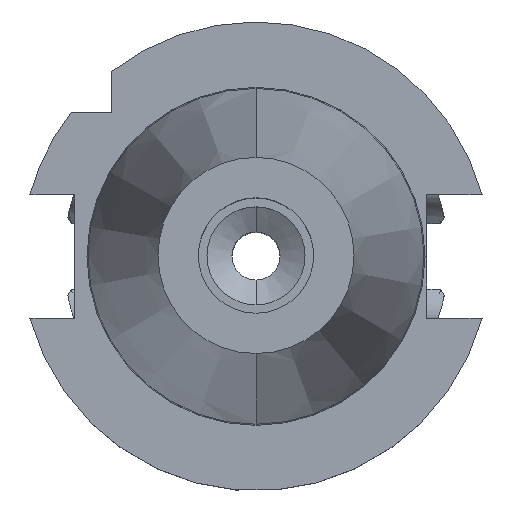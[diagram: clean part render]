
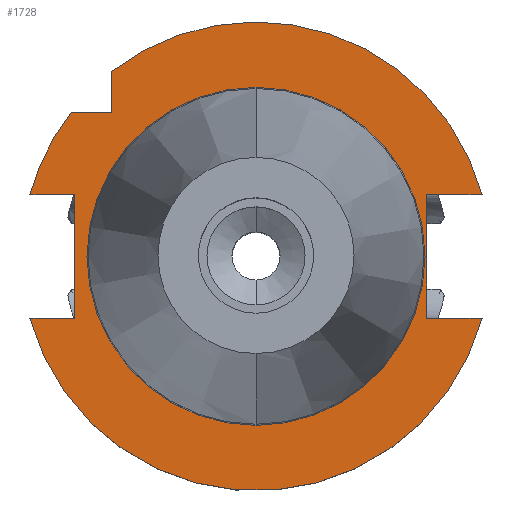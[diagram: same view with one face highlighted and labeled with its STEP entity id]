
A CAD part, top view. The second image highlights one B-rep face of the part: STEP entity #1728.
In plain terms, the highlighted planar face has unit normal (0, 0, 1).
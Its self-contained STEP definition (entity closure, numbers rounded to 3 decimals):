
#86=DIRECTION('',(0.,-1.,0.));
#87=VECTOR('',#86,8.426);
#88=CARTESIAN_POINT('',(-30.,38.426,-3.2));
#89=LINE('',#88,#87);
#93=DIRECTION('',(-1.,0.,0.));
#94=VECTOR('',#93,11.526);
#95=CARTESIAN_POINT('',(47.026,12.85,-3.2));
#96=LINE('',#95,#94);
#100=DIRECTION('',(0.,1.,0.));
#101=VECTOR('',#100,25.7);
#102=CARTESIAN_POINT('',(35.5,-12.85,-3.2));
#103=LINE('',#102,#101);
#107=DIRECTION('',(-1.,0.,0.));
#108=VECTOR('',#107,11.526);
#109=CARTESIAN_POINT('',(47.026,-12.85,-3.2));
#110=LINE('',#109,#108);
#114=DIRECTION('',(1.,0.,0.));
#115=VECTOR('',#114,9.326);
#116=CARTESIAN_POINT('',(-47.026,-12.85,-3.2));
#117=LINE('',#116,#115);
#121=DIRECTION('',(0.,1.,0.));
#122=VECTOR('',#121,25.7);
#123=CARTESIAN_POINT('',(-37.7,-12.85,-3.2));
#124=LINE('',#123,#122);
#128=DIRECTION('',(1.,0.,0.));
#129=VECTOR('',#128,9.326);
#130=CARTESIAN_POINT('',(-47.026,12.85,-3.2));
#131=LINE('',#130,#129);
#135=DIRECTION('',(1.,0.,0.));
#136=VECTOR('',#135,8.426);
#137=CARTESIAN_POINT('',(-38.426,30.,-3.2));
#138=LINE('',#137,#136);
#156=CARTESIAN_POINT('',(0.,0.,-3.2));
#157=DIRECTION('',(0.,0.,1.));
#158=DIRECTION('',(0.,1.,0.));
#159=AXIS2_PLACEMENT_3D('',#156,#157,#158);
#164=CARTESIAN_POINT('',(0.,0.,-3.2));
#165=DIRECTION('',(0.,0.,-1.));
#166=DIRECTION('',(0.,1.,0.));
#167=AXIS2_PLACEMENT_3D('',#164,#165,#166);
#773=CARTESIAN_POINT('',(0.,0.,-3.2));
#774=DIRECTION('',(0.,0.,1.));
#775=DIRECTION('',(-0.965,-0.264,0.));
#776=AXIS2_PLACEMENT_3D('',#773,#774,#775);
#818=CARTESIAN_POINT('',(0.,0.,-3.2));
#819=DIRECTION('',(0.,0.,1.));
#820=DIRECTION('',(0.965,0.264,0.));
#821=AXIS2_PLACEMENT_3D('',#818,#819,#820);
#833=CARTESIAN_POINT('',(0.,0.,-3.2));
#834=DIRECTION('',(0.,0.,1.));
#835=DIRECTION('',(-0.788,0.615,0.));
#836=AXIS2_PLACEMENT_3D('',#833,#834,#835);
#1380=CARTESIAN_POINT('',(0.,35.034,-3.2));
#1382=VERTEX_POINT('',#1380);
#1390=CARTESIAN_POINT('',(0.,-35.034,-3.2));
#1392=VERTEX_POINT('',#1390);
#1412=CARTESIAN_POINT('',(47.026,12.85,-3.2));
#1413=VERTEX_POINT('',#1412);
#1414=CARTESIAN_POINT('',(47.026,-12.85,-3.2));
#1415=VERTEX_POINT('',#1414);
#1416=CARTESIAN_POINT('',(35.5,-12.85,-3.2));
#1417=CARTESIAN_POINT('',(35.5,12.85,-3.2));
#1418=VERTEX_POINT('',#1416);
#1419=VERTEX_POINT('',#1417);
#1460=CARTESIAN_POINT('',(-47.026,12.85,-3.2));
#1461=VERTEX_POINT('',#1460);
#1462=CARTESIAN_POINT('',(-47.026,-12.85,-3.2));
#1463=VERTEX_POINT('',#1462);
#1464=CARTESIAN_POINT('',(-37.7,-12.85,-3.2));
#1465=CARTESIAN_POINT('',(-37.7,12.85,-3.2));
#1466=VERTEX_POINT('',#1464);
#1467=VERTEX_POINT('',#1465);
#1496=CARTESIAN_POINT('',(-30.,38.426,-3.2));
#1497=VERTEX_POINT('',#1496);
#1498=CARTESIAN_POINT('',(-38.426,30.,-3.2));
#1499=VERTEX_POINT('',#1498);
#1500=CARTESIAN_POINT('',(-30.,30.,-3.2));
#1501=VERTEX_POINT('',#1500);
#1695=CARTESIAN_POINT('',(0.,0.,-3.2));
#1696=DIRECTION('',(0.,0.,-1.));
#1697=DIRECTION('',(0.,-1.,0.));
#1698=AXIS2_PLACEMENT_3D('',#1695,#1696,#1697);
#1699=PLANE('',#1698);
#1701=ORIENTED_EDGE('',*,*,#1700,.F.);
#1703=ORIENTED_EDGE('',*,*,#1702,.F.);
#1705=ORIENTED_EDGE('',*,*,#1704,.T.);
#1707=ORIENTED_EDGE('',*,*,#1706,.F.);
#1709=ORIENTED_EDGE('',*,*,#1708,.F.);
#1711=ORIENTED_EDGE('',*,*,#1710,.F.);
#1712=ORIENTED_EDGE('',*,*,#1620,.T.);
#1713=ORIENTED_EDGE('',*,*,#1683,.T.);
#1715=ORIENTED_EDGE('',*,*,#1714,.F.);
#1717=ORIENTED_EDGE('',*,*,#1716,.F.);
#1719=ORIENTED_EDGE('',*,*,#1718,.T.);
#1720=EDGE_LOOP('',(#1701,#1703,#1705,#1707,#1709,#1711,#1712,#1713,#1715,#1717,
#1719));
#1721=FACE_OUTER_BOUND('',#1720,.F.);
#1723=ORIENTED_EDGE('',*,*,#1722,.T.);
#1725=ORIENTED_EDGE('',*,*,#1724,.F.);
#1726=EDGE_LOOP('',(#1723,#1725));
#1727=FACE_BOUND('',#1726,.F.);
#160=CIRCLE('',#159,35.034);
#168=CIRCLE('',#167,35.034);
#777=CIRCLE('',#776,48.75);
#822=CIRCLE('',#821,48.75);
#837=CIRCLE('',#836,48.75);
#1620=EDGE_CURVE('',#1463,#1466,#117,.T.);
#1683=EDGE_CURVE('',#1466,#1467,#124,.T.);
#1700=EDGE_CURVE('',#1497,#1501,#89,.T.);
#1702=EDGE_CURVE('',#1413,#1497,#822,.T.);
#1704=EDGE_CURVE('',#1413,#1419,#96,.T.);
#1706=EDGE_CURVE('',#1418,#1419,#103,.T.);
#1708=EDGE_CURVE('',#1415,#1418,#110,.T.);
#1710=EDGE_CURVE('',#1463,#1415,#777,.T.);
#1714=EDGE_CURVE('',#1461,#1467,#131,.T.);
#1716=EDGE_CURVE('',#1499,#1461,#837,.T.);
#1718=EDGE_CURVE('',#1499,#1501,#138,.T.);
#1722=EDGE_CURVE('',#1382,#1392,#160,.T.);
#1724=EDGE_CURVE('',#1382,#1392,#168,.T.);
#1728=ADVANCED_FACE('',(#1721,#1727),#1699,.F.);
